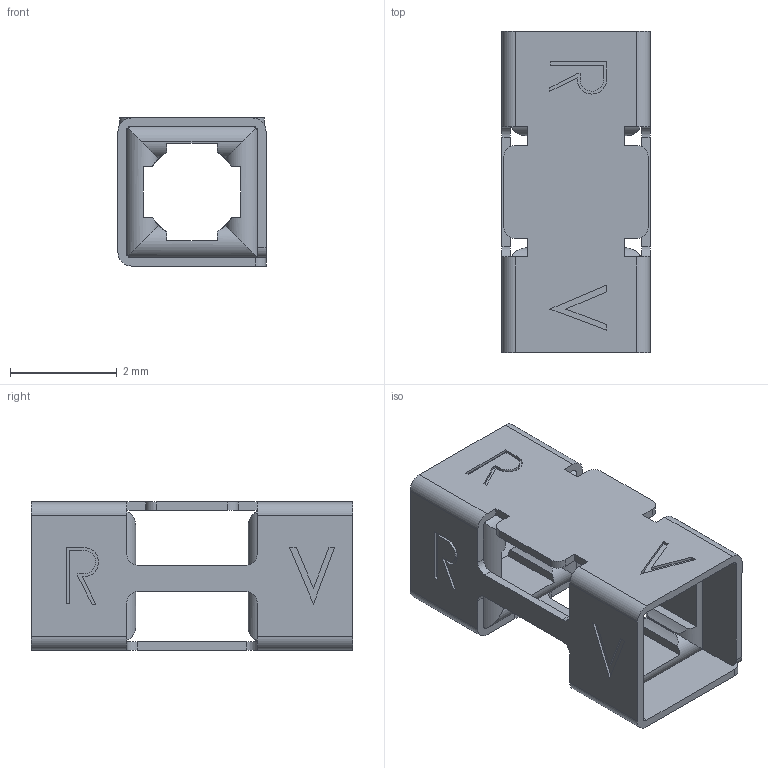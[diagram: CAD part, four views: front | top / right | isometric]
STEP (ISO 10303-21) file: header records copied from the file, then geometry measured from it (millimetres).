
FILE_DESCRIPTION (( 'STEP AP203' ), '1' );
FILE_NAME ('sql-rv-1.8-6-body.STEP', '2018-10-05T16:26:55', ( '' ), ( '' ), 'SwSTEP 2.0', 'SolidWorks 2016', '' );
FILE_SCHEMA (( 'CONFIG_CONTROL_DESIGN' ));
Length unit declared in the file: millimetre
Products named in the file (3): 02559-0-0000_WRAPPED; 02915-0-0000_Correct Wrap; sql-rv-1.8-6-body
Assembly tree (3 placements, depth 2):
  sql-rv-1.8-6-body
    02559-0-0000_WRAPPED  x2
    02915-0-0000_Correct Wrap
Bounding box: 2.77 x 6.01 x 2.77 mm (x, y, z)
Volume: 14.5 mm3; surface area: 152.5 mm2
Topology: 3 solids, 3 shells, 254 faces, 728 edges, 478 vertices
Faces by surface type: plane 164, cylinder 90
Entity records: 7226 total; most frequent: CARTESIAN_POINT 1393, ORIENTED_EDGE 1202, DIRECTION 1097, EDGE_CURVE 601, LINE 451, VECTOR 451, VERTEX_POINT 397, AXIS2_PLACEMENT_3D 323
